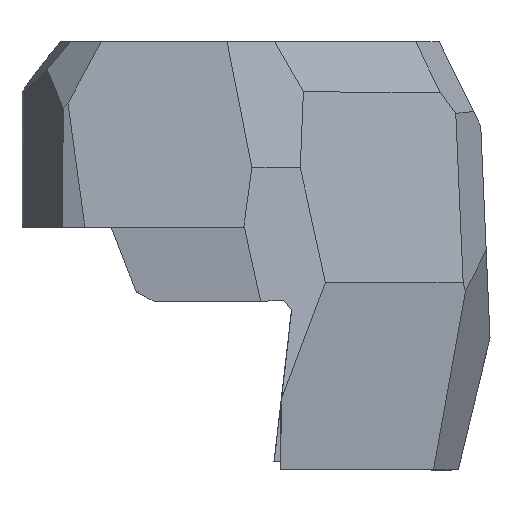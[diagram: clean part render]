
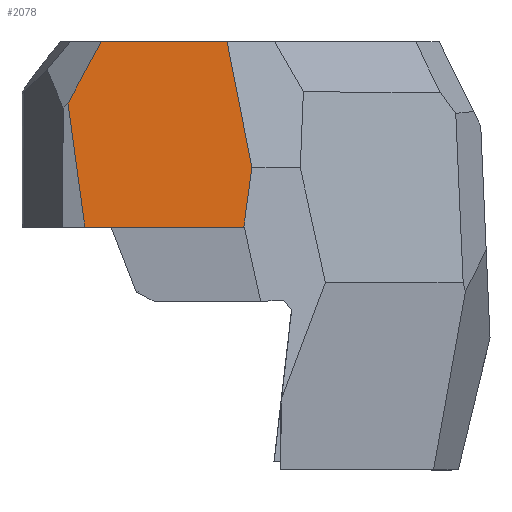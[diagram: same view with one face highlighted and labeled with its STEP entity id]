
A CAD part, top view. The second image highlights one B-rep face of the part: STEP entity #2078.
In plain terms, the highlighted planar face has unit normal (0, 0.038, 0.999).
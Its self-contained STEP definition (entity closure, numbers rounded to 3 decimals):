
#114=FACE_OUTER_BOUND('',#222,.T.);
#222=EDGE_LOOP('',(#1579,#1580,#1581,#1582,#1583,#1584));
#367=LINE('',#3013,#638);
#389=LINE('',#3281,#660);
#430=LINE('',#3368,#701);
#431=LINE('',#3371,#702);
#432=LINE('',#3372,#703);
#433=LINE('',#3373,#704);
#638=VECTOR('',#2428,10.);
#660=VECTOR('',#2474,10.);
#701=VECTOR('',#2551,10.);
#702=VECTOR('',#2554,10.);
#703=VECTOR('',#2555,10.);
#704=VECTOR('',#2556,10.);
#896=VERTEX_POINT('',#3010);
#897=VERTEX_POINT('',#3012);
#917=VERTEX_POINT('',#3279);
#944=VERTEX_POINT('',#3364);
#945=VERTEX_POINT('',#3366);
#946=VERTEX_POINT('',#3370);
#1116=EDGE_CURVE('',#896,#897,#367,.T.);
#1146=EDGE_CURVE('',#896,#917,#389,.T.);
#1190=EDGE_CURVE('',#944,#945,#430,.T.);
#1191=EDGE_CURVE('',#897,#946,#431,.T.);
#1192=EDGE_CURVE('',#917,#944,#432,.T.);
#1193=EDGE_CURVE('',#946,#945,#433,.F.);
#1579=ORIENTED_EDGE('',*,*,#1191,.F.);
#1580=ORIENTED_EDGE('',*,*,#1116,.F.);
#1581=ORIENTED_EDGE('',*,*,#1146,.T.);
#1582=ORIENTED_EDGE('',*,*,#1192,.T.);
#1583=ORIENTED_EDGE('',*,*,#1190,.T.);
#1584=ORIENTED_EDGE('',*,*,#1193,.F.);
#1981=PLANE('',#2210);
#2078=ADVANCED_FACE('',(#114),#1981,.T.);
#2210=AXIS2_PLACEMENT_3D('',#3369,#2552,#2553);
#2428=DIRECTION('',(-0.135,0.99,-0.038));
#2474=DIRECTION('',(1.,0.,0.));
#2551=DIRECTION('',(-0.193,0.98,-0.037));
#2552=DIRECTION('center_axis',(0.,0.038,
0.999));
#2553=DIRECTION('ref_axis',(1.,0.,0.));
#2554=DIRECTION('',(0.477,0.878,-0.034));
#2555=DIRECTION('',(0.135,0.99,-0.038));
#2556=DIRECTION('',(-1.,0.,0.));
#3010=CARTESIAN_POINT('',(-8.56,22.4,131.856));
#3012=CARTESIAN_POINT('',(-10.341,35.499,131.356));
#3013=CARTESIAN_POINT('',(-9.589,29.966,131.567));
#3279=CARTESIAN_POINT('',(8.242,22.4,131.856));
#3281=CARTESIAN_POINT('',(4.187,22.4,131.856));
#3364=CARTESIAN_POINT('',(9.096,28.68,131.616));
#3366=CARTESIAN_POINT('',(6.467,42.,131.107));
#3368=CARTESIAN_POINT('',(8.753,30.419,131.55));
#3369=CARTESIAN_POINT('Origin',(8.474,34.288,131.402));
#3370=CARTESIAN_POINT('',(-6.811,42.,131.107));
#3371=CARTESIAN_POINT('',(-9.057,37.864,131.265));
#3372=CARTESIAN_POINT('',(8.902,27.25,131.671));
#3373=CARTESIAN_POINT('',(11.784,42.,131.107));
